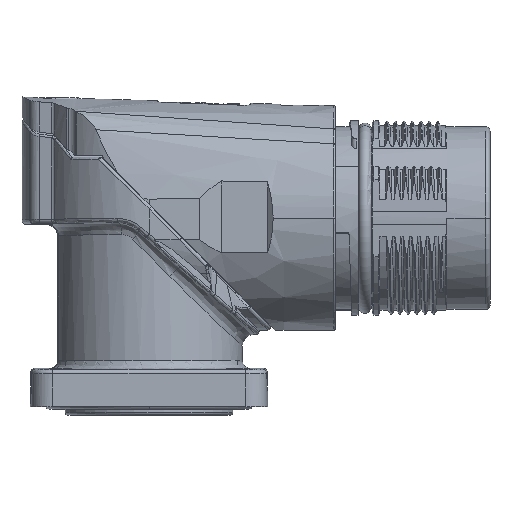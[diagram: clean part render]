
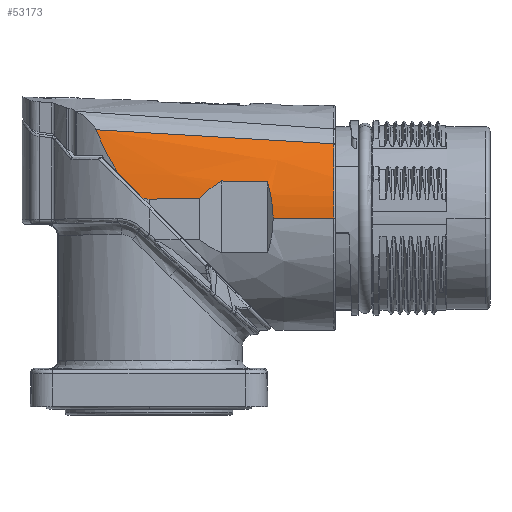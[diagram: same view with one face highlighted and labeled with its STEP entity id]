
A CAD part, left-side view. The second image highlights one B-rep face of the part: STEP entity #53173.
In plain terms, the highlighted free-form (B-spline) face has degree [3, 3] with [5, 4] control points.
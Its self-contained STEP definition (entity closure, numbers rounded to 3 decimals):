
#15382=CARTESIAN_POINT('',(-9.976,-21.815,
8.765));
#15383=CARTESIAN_POINT('',(-10.135,-21.814,
8.582));
#15384=CARTESIAN_POINT('',(-10.443,-21.813,
8.206));
#15385=CARTESIAN_POINT('',(-10.877,-21.81,
7.613));
#15386=CARTESIAN_POINT('',(-11.279,-21.808,
6.996));
#15387=CARTESIAN_POINT('',(-11.646,-21.806,
6.357));
#15388=CARTESIAN_POINT('',(-11.978,-21.804,
5.7));
#15389=CARTESIAN_POINT('',(-12.273,-21.803,
5.027));
#15390=CARTESIAN_POINT('',(-12.53,-21.802,
4.339));
#15391=CARTESIAN_POINT('',(-12.749,-21.801,
3.636));
#15392=CARTESIAN_POINT('',(-12.93,-21.8,
2.921));
#15393=CARTESIAN_POINT('',(-13.072,-21.799,
2.197));
#15394=CARTESIAN_POINT('',(-13.174,-21.799,
1.467));
#15395=CARTESIAN_POINT('',(-13.235,-21.8,
0.733));
#15396=CARTESIAN_POINT('',(-13.25,-21.8,
0.244));
#15397=CARTESIAN_POINT('',(-13.25,-21.8,
0.));
#15399=CARTESIAN_POINT('',(-12.6,-14.,4.265));
#15400=CARTESIAN_POINT('',(-12.668,-14.068,
4.017));
#15401=CARTESIAN_POINT('',(-12.793,-14.193,
3.524));
#15402=CARTESIAN_POINT('',(-12.946,-14.346,
2.799));
#15403=CARTESIAN_POINT('',(-13.067,-14.467,
2.087));
#15404=CARTESIAN_POINT('',(-13.158,-14.558,
1.384));
#15405=CARTESIAN_POINT('',(-13.22,-14.62,
0.69));
#15406=CARTESIAN_POINT('',(-13.243,-14.643,
0.229));
#15407=CARTESIAN_POINT('',(-13.25,-14.65,0.));
#15409=CARTESIAN_POINT('',(-12.6,-8.5,4.38));
#15410=CARTESIAN_POINT('',(-12.6,-9.101,4.368));
#15411=CARTESIAN_POINT('',(-12.6,-10.309,4.342));
#15412=CARTESIAN_POINT('',(-12.6,-12.143,4.304));
#15413=CARTESIAN_POINT('',(-12.6,-13.379,4.278));
#15414=CARTESIAN_POINT('',(-12.6,-14.,4.265));
#15416=CARTESIAN_POINT('',(-13.,-6.,2.349));
#15417=CARTESIAN_POINT('',(-12.98,-6.124,
2.482));
#15418=CARTESIAN_POINT('',(-12.938,-6.388,
2.752));
#15419=CARTESIAN_POINT('',(-12.866,-6.835,
3.162));
#15420=CARTESIAN_POINT('',(-12.787,-7.334,
3.572));
#15421=CARTESIAN_POINT('',(-12.698,-7.886,
3.98));
#15422=CARTESIAN_POINT('',(-12.634,-8.289,
4.248));
#15423=CARTESIAN_POINT('',(-12.6,-8.5,4.38));
#15425=CARTESIAN_POINT('',(-13.,0.,2.235));
#15426=CARTESIAN_POINT('',(-13.,-0.692,2.249));
#15427=CARTESIAN_POINT('',(-13.,-2.059,2.277));
#15428=CARTESIAN_POINT('',(-13.,-4.059,2.315));
#15429=CARTESIAN_POINT('',(-13.,-5.358,2.338));
#15430=CARTESIAN_POINT('',(-13.,-6.,2.349));
#15432=CARTESIAN_POINT('',(-12.98,0.72,
2.361));
#15433=CARTESIAN_POINT('',(-12.983,0.668,
2.342));
#15434=CARTESIAN_POINT('',(-12.988,0.567,
2.309));
#15435=CARTESIAN_POINT('',(-12.993,0.421,
2.273));
#15436=CARTESIAN_POINT('',(-12.997,0.278,
2.249));
#15437=CARTESIAN_POINT('',(-13.,0.139,
2.236));
#15438=CARTESIAN_POINT('',(-13.,0.046,2.234));
#15439=CARTESIAN_POINT('',(-13.,0.,2.235));
#15441=CARTESIAN_POINT('',(-12.478,3.647,
5.289));
#15442=CARTESIAN_POINT('',(-12.546,3.289,
4.931));
#15443=CARTESIAN_POINT('',(-12.674,2.595,
4.236));
#15444=CARTESIAN_POINT('',(-12.843,1.619,
3.261));
#15445=CARTESIAN_POINT('',(-12.937,1.012,
2.654));
#15446=CARTESIAN_POINT('',(-12.98,0.72,
2.361));
#15448=CARTESIAN_POINT('',(-11.375,6.293,
10.431));
#15449=CARTESIAN_POINT('',(-11.48,6.104,
9.975));
#15450=CARTESIAN_POINT('',(-11.676,5.727,
9.11));
#15451=CARTESIAN_POINT('',(-11.931,5.173,
7.953));
#15452=CARTESIAN_POINT('',(-12.149,4.637,
6.929));
#15453=CARTESIAN_POINT('',(-12.332,4.124,
6.036));
#15454=CARTESIAN_POINT('',(-12.433,3.802,
5.524));
#15455=CARTESIAN_POINT('',(-12.478,3.647,
5.289));
#15591=DIRECTION('',(0.,1.,0.));
#15592=VECTOR('',#15591,7.15);
#15593=CARTESIAN_POINT('',(-13.25,-21.8,
0.));
#15594=LINE('',#15593,#15592);
#16090=DIRECTION('',(-0.05,0.997,0.059));
#16091=VECTOR('',#16090,28.192);
#16092=CARTESIAN_POINT('',(-9.976,-21.815,
8.765));
#16093=LINE('',#16092,#16091);
#16108=CARTESIAN_POINT('',(-11.375,6.293,
10.431));
#32080=VERTEX_POINT('',#15425);
#32081=VERTEX_POINT('',#15430);
#32082=VERTEX_POINT('',#15399);
#32083=VERTEX_POINT('',#15407);
#32085=VERTEX_POINT('',#15409);
#32216=VERTEX_POINT('',#16108);
#32224=VERTEX_POINT('',#15441);
#32225=VERTEX_POINT('',#15446);
#32680=VERTEX_POINT('',#15382);
#32681=VERTEX_POINT('',#15397);
#53132=CARTESIAN_POINT('',(-9.82,-22.377,
8.874));
#53133=CARTESIAN_POINT('',(-10.331,-12.633,
9.472));
#53134=CARTESIAN_POINT('',(-10.842,-2.889,
10.069));
#53135=CARTESIAN_POINT('',(-11.353,6.855,
10.667));
#53136=CARTESIAN_POINT('',(-10.934,-22.377,
7.65));
#53137=CARTESIAN_POINT('',(-11.22,-12.633,
8.072));
#53138=CARTESIAN_POINT('',(-11.505,-2.889,
8.494));
#53139=CARTESIAN_POINT('',(-11.791,6.855,
8.916));
#53140=CARTESIAN_POINT('',(-12.693,-22.377,
4.778));
#53141=CARTESIAN_POINT('',(-12.651,-12.633,
4.959));
#53142=CARTESIAN_POINT('',(-12.608,-2.889,
5.141));
#53143=CARTESIAN_POINT('',(-12.565,6.855,
5.322));
#53144=CARTESIAN_POINT('',(-13.274,-22.377,
1.463));
#53145=CARTESIAN_POINT('',(-13.21,-12.633,
1.519));
#53146=CARTESIAN_POINT('',(-13.146,-2.889,
1.575));
#53147=CARTESIAN_POINT('',(-13.082,6.855,
1.632));
#53148=CARTESIAN_POINT('',(-13.248,-22.377,
-0.191));
#53149=CARTESIAN_POINT('',(-13.256,-12.633,
-0.198));
#53150=CARTESIAN_POINT('',(-13.264,-2.889,
-0.205));
#53151=CARTESIAN_POINT('',(-13.272,6.855,
-0.213));
#53152=B_SPLINE_SURFACE_WITH_KNOTS('',3,3,((#53132,#53133,#53134,#53135),
(#53136,#53137,#53138,#53139),(#53140,#53141,#53142,#53143),(#53144,#53145,
#53146,#53147),(#53148,#53149,#53150,#53151)),.UNSPECIFIED.,.F.,.F.,.F.,(4,1,4),
(4,4),(0.766,0.885,1.005),
(-0.005,0.781),.UNSPECIFIED.);
#53153=ORIENTED_EDGE('',*,*,#53122,.T.);
#53155=ORIENTED_EDGE('',*,*,#53154,.T.);
#53157=ORIENTED_EDGE('',*,*,#53156,.F.);
#53159=ORIENTED_EDGE('',*,*,#53158,.F.);
#53161=ORIENTED_EDGE('',*,*,#53160,.F.);
#53163=ORIENTED_EDGE('',*,*,#53162,.F.);
#53165=ORIENTED_EDGE('',*,*,#53164,.F.);
#53166=ORIENTED_EDGE('',*,*,#52783,.F.);
#53168=ORIENTED_EDGE('',*,*,#53167,.F.);
#53170=ORIENTED_EDGE('',*,*,#53169,.F.);
#53171=EDGE_LOOP('',(#53153,#53155,#53157,#53159,#53161,#53163,#53165,#53166,
#53168,#53170));
#53172=FACE_OUTER_BOUND('',#53171,.F.);
#15398=B_SPLINE_CURVE_WITH_KNOTS('',3,(#15382,#15383,#15384,#15385,#15386,
#15387,#15388,#15389,#15390,#15391,#15392,#15393,#15394,#15395,#15396,#15397),
.UNSPECIFIED.,.F.,.F.,(4,1,1,1,1,1,1,1,1,1,1,1,1,4),(0.,0.077,
0.154,0.231,0.308,0.385,
0.462,0.538,0.615,0.692,
0.769,0.846,0.923,1.),.UNSPECIFIED.);
#15408=B_SPLINE_CURVE_WITH_KNOTS('',3,(#15399,#15400,#15401,#15402,#15403,
#15404,#15405,#15406,#15407),.UNSPECIFIED.,.F.,.F.,(4,1,1,1,1,1,4),(0.,
0.167,0.333,0.5,0.667,0.833,
1.),.UNSPECIFIED.);
#15415=B_SPLINE_CURVE_WITH_KNOTS('',3,(#15409,#15410,#15411,#15412,#15413,
#15414),.UNSPECIFIED.,.F.,.F.,(4,1,1,4),(0.,0.333,
0.667,1.),.UNSPECIFIED.);
#15424=B_SPLINE_CURVE_WITH_KNOTS('',3,(#15416,#15417,#15418,#15419,#15420,
#15421,#15422,#15423),.UNSPECIFIED.,.F.,.F.,(4,1,1,1,1,4),(0.,0.2,0.4,
0.6,0.8,1.),.UNSPECIFIED.);
#15431=B_SPLINE_CURVE_WITH_KNOTS('',3,(#15425,#15426,#15427,#15428,#15429,
#15430),.UNSPECIFIED.,.F.,.F.,(4,1,1,4),(0.,0.333,
0.667,1.),.UNSPECIFIED.);
#15440=B_SPLINE_CURVE_WITH_KNOTS('',3,(#15432,#15433,#15434,#15435,#15436,
#15437,#15438,#15439),.UNSPECIFIED.,.F.,.F.,(4,1,1,1,1,4),(0.,0.2,0.4,
0.6,0.8,1.),.UNSPECIFIED.);
#15447=B_SPLINE_CURVE_WITH_KNOTS('',3,(#15441,#15442,#15443,#15444,#15445,
#15446),.UNSPECIFIED.,.F.,.F.,(4,1,1,4),(0.,0.333,
0.667,1.),.UNSPECIFIED.);
#15456=B_SPLINE_CURVE_WITH_KNOTS('',3,(#15448,#15449,#15450,#15451,#15452,
#15453,#15454,#15455),.UNSPECIFIED.,.F.,.F.,(4,1,1,1,1,4),(0.,0.2,0.4,
0.6,0.8,1.),.UNSPECIFIED.);
#52783=EDGE_CURVE('',#32224,#32225,#15447,.T.);
#53122=EDGE_CURVE('',#32680,#32681,#15398,.T.);
#53154=EDGE_CURVE('',#32681,#32083,#15594,.T.);
#53156=EDGE_CURVE('',#32082,#32083,#15408,.T.);
#53158=EDGE_CURVE('',#32085,#32082,#15415,.T.);
#53160=EDGE_CURVE('',#32081,#32085,#15424,.T.);
#53162=EDGE_CURVE('',#32080,#32081,#15431,.T.);
#53164=EDGE_CURVE('',#32225,#32080,#15440,.T.);
#53167=EDGE_CURVE('',#32216,#32224,#15456,.T.);
#53169=EDGE_CURVE('',#32680,#32216,#16093,.T.);
#53173=ADVANCED_FACE('',(#53172),#53152,.F.);
